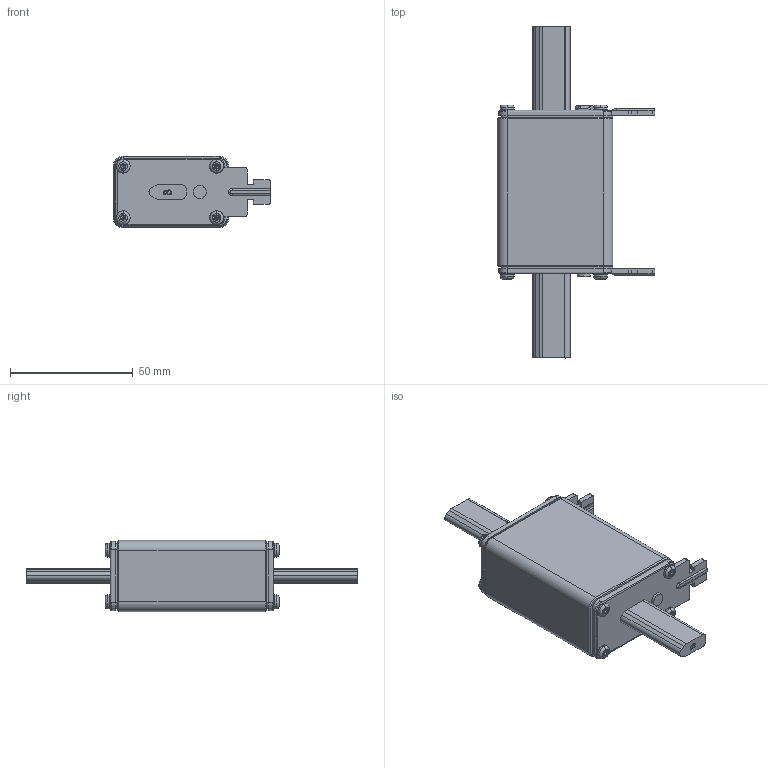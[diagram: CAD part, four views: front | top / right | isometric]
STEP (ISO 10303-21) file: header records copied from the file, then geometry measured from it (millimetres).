
FILE_DESCRIPTION (( 'STEP AP203' ), '1' );
FILE_NAME ('6-160A_NH_01B_STEP.STEP', '2017-12-07T11:48:45', ( '' ), ( '' ), 'SwSTEP 2.0', 'SolidWorks 2013', '' );
FILE_SCHEMA (( 'CONFIG_CONTROL_DESIGN' ));
Length unit declared in the file: millimetre
Products named in the file (1): 6-160A_NH_01B_STEP
Bounding box: 64 x 135.05 x 29 mm (x, y, z)
Volume: 96125.6 mm3; surface area: 17234.8 mm2
Topology: 1 solids, 1 shells, 750 faces, 1992 edges, 1139 vertices
Faces by surface type: cylinder 239, plane 163, cone 160, bspline 148, torus 38, sphere 2
Entity records: 26113 total; most frequent: CARTESIAN_POINT 8628, ORIENTED_EDGE 3792, DIRECTION 3394, EDGE_CURVE 1896, AXIS2_PLACEMENT_3D 1249, VERTEX_POINT 1139, LINE 896, VECTOR 896
